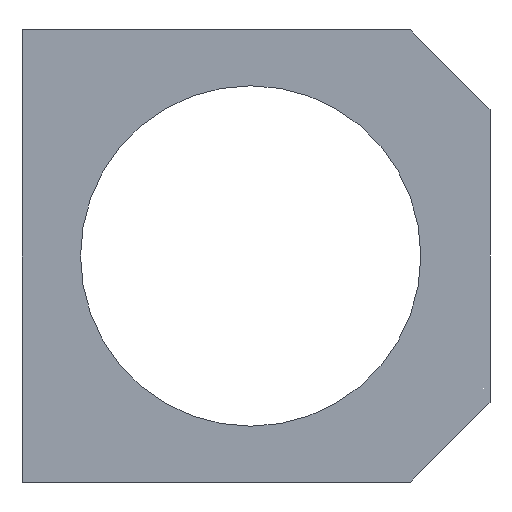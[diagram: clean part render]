
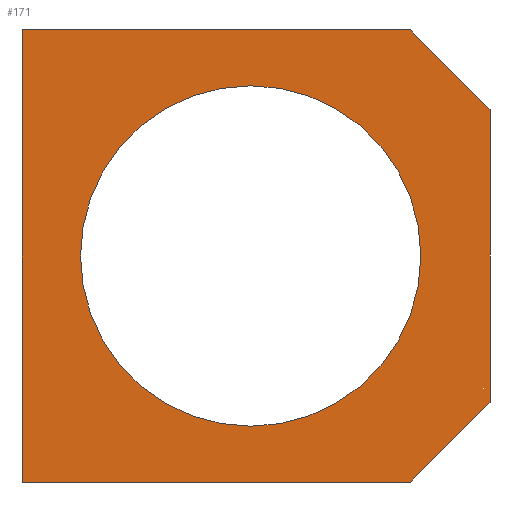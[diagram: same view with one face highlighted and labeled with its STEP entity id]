
A CAD part, left-side view. The second image highlights one B-rep face of the part: STEP entity #171.
In plain terms, the highlighted planar face has unit normal (-1, 0, 0).
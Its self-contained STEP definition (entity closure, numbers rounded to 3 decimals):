
#16=FACE_BOUND('',#44,.T.);
#24=PLANE('',#202);
#33=FACE_OUTER_BOUND('',#43,.T.);
#43=EDGE_LOOP('',(#155,#156,#157,#158,#159,#160));
#44=EDGE_LOOP('',(#161));
#46=LINE('',#256,#65);
#50=LINE('',#264,#69);
#53=LINE('',#270,#72);
#56=LINE('',#276,#75);
#59=LINE('',#282,#78);
#62=LINE('',#287,#81);
#65=VECTOR('',#214,10.);
#69=VECTOR('',#220,10.);
#72=VECTOR('',#225,10.);
#75=VECTOR('',#230,10.);
#78=VECTOR('',#235,10.);
#81=VECTOR('',#240,10.);
#84=CIRCLE('',#194,32.);
#86=VERTEX_POINT('',#250);
#87=VERTEX_POINT('',#254);
#88=VERTEX_POINT('',#255);
#91=VERTEX_POINT('',#263);
#93=VERTEX_POINT('',#269);
#95=VERTEX_POINT('',#275);
#97=VERTEX_POINT('',#281);
#101=EDGE_CURVE('',#86,#86,#84,.T.);
#102=EDGE_CURVE('',#87,#88,#46,.T.);
#106=EDGE_CURVE('',#91,#87,#50,.T.);
#109=EDGE_CURVE('',#93,#91,#53,.T.);
#112=EDGE_CURVE('',#95,#93,#56,.T.);
#115=EDGE_CURVE('',#97,#95,#59,.T.);
#118=EDGE_CURVE('',#88,#97,#62,.T.);
#155=ORIENTED_EDGE('',*,*,#118,.T.);
#156=ORIENTED_EDGE('',*,*,#115,.T.);
#157=ORIENTED_EDGE('',*,*,#112,.T.);
#158=ORIENTED_EDGE('',*,*,#109,.T.);
#159=ORIENTED_EDGE('',*,*,#106,.T.);
#160=ORIENTED_EDGE('',*,*,#102,.T.);
#161=ORIENTED_EDGE('',*,*,#101,.T.);
#171=ADVANCED_FACE('',(#33,#16),#24,.T.);
#194=AXIS2_PLACEMENT_3D('',#252,#210,#211);
#202=AXIS2_PLACEMENT_3D('',#290,#244,#245);
#210=DIRECTION('center_axis',(1.,0.,0.));
#211=DIRECTION('ref_axis',(0.,1.,0.));
#214=DIRECTION('',(0.,0.,-1.));
#220=DIRECTION('',(0.,1.,0.));
#225=DIRECTION('',(0.,0.707,0.707));
#230=DIRECTION('',(0.,0.,1.));
#235=DIRECTION('',(0.,-0.707,0.707));
#240=DIRECTION('',(0.,-1.,0.));
#244=DIRECTION('center_axis',(-1.,0.,0.));
#245=DIRECTION('ref_axis',(0.,0.,-1.));
#250=CARTESIAN_POINT('',(0.,-32.,0.));
#252=CARTESIAN_POINT('Origin',(0.,0.,0.));
#254=CARTESIAN_POINT('',(0.,43.,42.5));
#255=CARTESIAN_POINT('',(0.,43.,-42.5));
#256=CARTESIAN_POINT('',(0.,43.,42.5));
#263=CARTESIAN_POINT('',(0.,-30.,42.5));
#264=CARTESIAN_POINT('',(0.,-45.,42.5));
#269=CARTESIAN_POINT('',(0.,-45.,27.5));
#270=CARTESIAN_POINT('',(0.,-45.,27.5));
#275=CARTESIAN_POINT('',(0.,-45.,-27.5));
#276=CARTESIAN_POINT('',(0.,-45.,-42.5));
#281=CARTESIAN_POINT('',(0.,-30.,-42.5));
#282=CARTESIAN_POINT('',(0.,-30.,-42.5));
#287=CARTESIAN_POINT('',(0.,43.,-42.5));
#290=CARTESIAN_POINT('Origin',(0.,-1.,0.));
